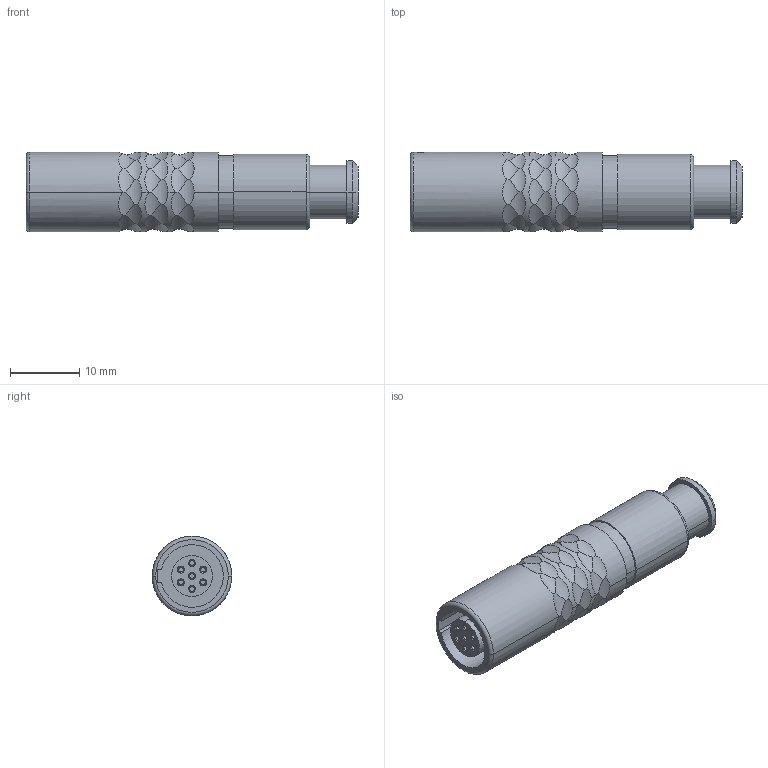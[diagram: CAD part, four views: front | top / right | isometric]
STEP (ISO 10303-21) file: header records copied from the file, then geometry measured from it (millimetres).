
FILE_DESCRIPTION((''),'2;1');
FILE_NAME('K21L0C-P07L','2013-01-21T',('RTrager'),(''),'PRO/ENGINEER BY PARAMETRIC TECHNOLOGY CORPORATION, 2010330','PRO/ENGINEER BY PARAMETRIC TECHNOLOGY CORPORATION, 2010330','');
FILE_SCHEMA(('CONFIG_CONTROL_DESIGN'));
Length unit declared in the file: millimetre
Products named in the file (1): K21L0C-P07L
Bounding box: 48 x 11.5 x 11.5 mm (x, y, z)
Volume: 3211.2 mm3; surface area: 3132.8 mm2
Topology: 1 solids, 1 shells, 217 faces, 542 edges, 350 vertices
Faces by surface type: cylinder 142, plane 41, cone 16, torus 10, bspline 8
Entity records: 7981 total; most frequent: CARTESIAN_POINT 3068, ORIENTED_EDGE 1084, DIRECTION 908, EDGE_CURVE 542, AXIS2_PLACEMENT_3D 381, VERTEX_POINT 350, EDGE_LOOP 240, B_SPLINE_CURVE_WITH_KNOTS 224
